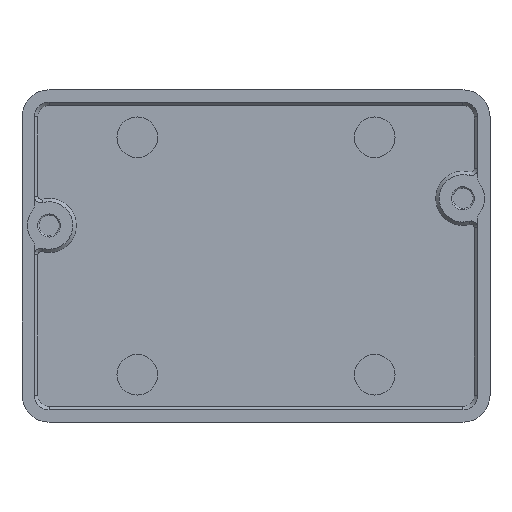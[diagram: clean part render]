
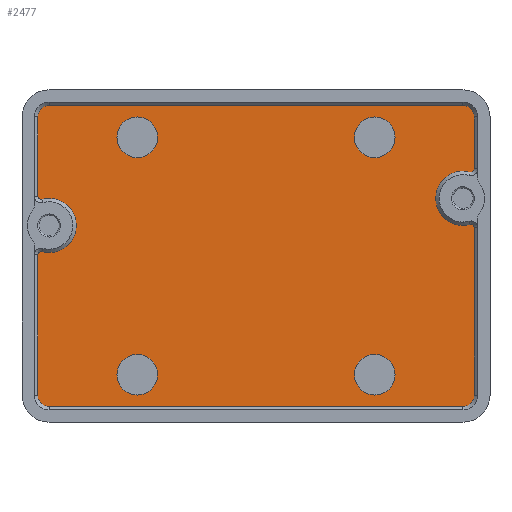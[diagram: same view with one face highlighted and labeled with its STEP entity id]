
A CAD part, top view. The second image highlights one B-rep face of the part: STEP entity #2477.
In plain terms, the highlighted planar face has unit normal (0, 0, 1).
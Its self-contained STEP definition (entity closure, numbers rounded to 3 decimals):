
#30=FACE_BOUND('',#413,.T.);
#31=FACE_BOUND('',#414,.T.);
#32=FACE_BOUND('',#415,.T.);
#33=FACE_BOUND('',#416,.T.);
#110=PLANE('',#2783);
#247=FACE_OUTER_BOUND('',#412,.T.);
#412=EDGE_LOOP('',(#2161,#2162,#2163,#2164,#2165,#2166,#2167,#2168,#2169,
#2170,#2171,#2172,#2173,#2174,#2175,#2176));
#413=EDGE_LOOP('',(#2177));
#414=EDGE_LOOP('',(#2178));
#415=EDGE_LOOP('',(#2179));
#416=EDGE_LOOP('',(#2180));
#528=CIRCLE('',#2681,3.);
#530=CIRCLE('',#2685,3.);
#532=CIRCLE('',#2689,3.);
#534=CIRCLE('',#2693,3.);
#560=CIRCLE('',#2740,1.7);
#561=CIRCLE('',#2743,0.5);
#563=CIRCLE('',#2746,4.);
#565=CIRCLE('',#2749,0.5);
#568=CIRCLE('',#2754,1.7);
#570=CIRCLE('',#2758,1.7);
#571=CIRCLE('',#2761,0.5);
#573=CIRCLE('',#2764,4.);
#575=CIRCLE('',#2767,0.5);
#578=CIRCLE('',#2772,1.7);
#733=LINE('',#4170,#935);
#737=LINE('',#4182,#939);
#743=LINE('',#4206,#945);
#747=LINE('',#4218,#949);
#751=LINE('',#4230,#953);
#757=LINE('',#4254,#959);
#935=VECTOR('',#3409,10.);
#939=VECTOR('',#3421,10.);
#945=VECTOR('',#3447,10.);
#949=VECTOR('',#3459,10.);
#953=VECTOR('',#3471,10.);
#959=VECTOR('',#3497,10.);
#1128=VERTEX_POINT('',#4033);
#1130=VERTEX_POINT('',#4040);
#1132=VERTEX_POINT('',#4047);
#1134=VERTEX_POINT('',#4054);
#1170=VERTEX_POINT('',#4163);
#1173=VERTEX_POINT('',#4168);
#1174=VERTEX_POINT('',#4172);
#1176=VERTEX_POINT('',#4178);
#1178=VERTEX_POINT('',#4184);
#1180=VERTEX_POINT('',#4190);
#1182=VERTEX_POINT('',#4196);
#1184=VERTEX_POINT('',#4202);
#1186=VERTEX_POINT('',#4208);
#1188=VERTEX_POINT('',#4214);
#1190=VERTEX_POINT('',#4220);
#1192=VERTEX_POINT('',#4226);
#1194=VERTEX_POINT('',#4232);
#1196=VERTEX_POINT('',#4238);
#1198=VERTEX_POINT('',#4244);
#1200=VERTEX_POINT('',#4250);
#1419=EDGE_CURVE('',#1128,#1128,#528,.T.);
#1422=EDGE_CURVE('',#1130,#1130,#530,.T.);
#1425=EDGE_CURVE('',#1132,#1132,#532,.T.);
#1428=EDGE_CURVE('',#1134,#1134,#534,.T.);
#1483=EDGE_CURVE('',#1173,#1170,#733,.T.);
#1486=EDGE_CURVE('',#1170,#1174,#560,.T.);
#1489=EDGE_CURVE('',#1174,#1176,#737,.T.);
#1490=EDGE_CURVE('',#1176,#1178,#561,.T.);
#1493=EDGE_CURVE('',#1178,#1180,#563,.T.);
#1496=EDGE_CURVE('',#1180,#1182,#565,.T.);
#1501=EDGE_CURVE('',#1182,#1184,#743,.T.);
#1504=EDGE_CURVE('',#1184,#1186,#568,.T.);
#1507=EDGE_CURVE('',#1186,#1188,#747,.T.);
#1510=EDGE_CURVE('',#1188,#1190,#570,.T.);
#1513=EDGE_CURVE('',#1190,#1192,#751,.T.);
#1514=EDGE_CURVE('',#1192,#1194,#571,.T.);
#1517=EDGE_CURVE('',#1194,#1196,#573,.T.);
#1520=EDGE_CURVE('',#1196,#1198,#575,.T.);
#1525=EDGE_CURVE('',#1198,#1200,#757,.T.);
#1527=EDGE_CURVE('',#1200,#1173,#578,.T.);
#2161=ORIENTED_EDGE('',*,*,#1483,.F.);
#2162=ORIENTED_EDGE('',*,*,#1527,.F.);
#2163=ORIENTED_EDGE('',*,*,#1525,.F.);
#2164=ORIENTED_EDGE('',*,*,#1520,.F.);
#2165=ORIENTED_EDGE('',*,*,#1517,.F.);
#2166=ORIENTED_EDGE('',*,*,#1514,.F.);
#2167=ORIENTED_EDGE('',*,*,#1513,.F.);
#2168=ORIENTED_EDGE('',*,*,#1510,.F.);
#2169=ORIENTED_EDGE('',*,*,#1507,.F.);
#2170=ORIENTED_EDGE('',*,*,#1504,.F.);
#2171=ORIENTED_EDGE('',*,*,#1501,.F.);
#2172=ORIENTED_EDGE('',*,*,#1496,.F.);
#2173=ORIENTED_EDGE('',*,*,#1493,.F.);
#2174=ORIENTED_EDGE('',*,*,#1490,.F.);
#2175=ORIENTED_EDGE('',*,*,#1489,.F.);
#2176=ORIENTED_EDGE('',*,*,#1486,.F.);
#2177=ORIENTED_EDGE('',*,*,#1419,.T.);
#2178=ORIENTED_EDGE('',*,*,#1422,.T.);
#2179=ORIENTED_EDGE('',*,*,#1425,.T.);
#2180=ORIENTED_EDGE('',*,*,#1428,.T.);
#2477=ADVANCED_FACE('',(#247,#30,#31,#32,#33),#110,.F.);
#2681=AXIS2_PLACEMENT_3D('',#4035,#3262,#3263);
#2685=AXIS2_PLACEMENT_3D('',#4042,#3271,#3272);
#2689=AXIS2_PLACEMENT_3D('',#4049,#3280,#3281);
#2693=AXIS2_PLACEMENT_3D('',#4056,#3289,#3290);
#2740=AXIS2_PLACEMENT_3D('',#4176,#3415,#3416);
#2743=AXIS2_PLACEMENT_3D('',#4185,#3424,#3425);
#2746=AXIS2_PLACEMENT_3D('',#4191,#3431,#3432);
#2749=AXIS2_PLACEMENT_3D('',#4197,#3438,#3439);
#2754=AXIS2_PLACEMENT_3D('',#4212,#3453,#3454);
#2758=AXIS2_PLACEMENT_3D('',#4224,#3465,#3466);
#2761=AXIS2_PLACEMENT_3D('',#4233,#3474,#3475);
#2764=AXIS2_PLACEMENT_3D('',#4239,#3481,#3482);
#2767=AXIS2_PLACEMENT_3D('',#4245,#3488,#3489);
#2772=AXIS2_PLACEMENT_3D('',#4257,#3502,#3503);
#2783=AXIS2_PLACEMENT_3D('',#4289,#3538,#3539);
#3262=DIRECTION('center_axis',(0.,0.,-1.));
#3263=DIRECTION('ref_axis',(1.,0.,0.));
#3271=DIRECTION('center_axis',(0.,0.,-1.));
#3272=DIRECTION('ref_axis',(1.,0.,0.));
#3280=DIRECTION('center_axis',(0.,0.,-1.));
#3281=DIRECTION('ref_axis',(1.,0.,0.));
#3289=DIRECTION('center_axis',(0.,0.,-1.));
#3290=DIRECTION('ref_axis',(1.,0.,0.));
#3409=DIRECTION('',(1.,0.,0.));
#3415=DIRECTION('center_axis',(0.,0.,-1.));
#3416=DIRECTION('ref_axis',(1.,0.,0.));
#3421=DIRECTION('',(0.,-1.,0.));
#3424=DIRECTION('center_axis',(0.,0.,-1.));
#3425=DIRECTION('ref_axis',(1.,0.,0.));
#3431=DIRECTION('center_axis',(0.,0.,1.));
#3432=DIRECTION('ref_axis',(-1.,0.,0.));
#3438=DIRECTION('center_axis',(0.,0.,-1.));
#3439=DIRECTION('ref_axis',(1.,0.,0.));
#3447=DIRECTION('',(0.,-1.,0.));
#3453=DIRECTION('center_axis',(0.,0.,-1.));
#3454=DIRECTION('ref_axis',(0.,-1.,0.));
#3459=DIRECTION('',(-1.,0.,0.));
#3465=DIRECTION('center_axis',(0.,0.,-1.));
#3466=DIRECTION('ref_axis',(-1.,0.,0.));
#3471=DIRECTION('',(0.,1.,0.));
#3474=DIRECTION('center_axis',(0.,0.,-1.));
#3475=DIRECTION('ref_axis',(-1.,0.,0.));
#3481=DIRECTION('center_axis',(0.,0.,1.));
#3482=DIRECTION('ref_axis',(1.,0.,0.));
#3488=DIRECTION('center_axis',(0.,0.,-1.));
#3489=DIRECTION('ref_axis',(-1.,0.,0.));
#3497=DIRECTION('',(0.,1.,0.));
#3502=DIRECTION('center_axis',(0.,0.,-1.));
#3503=DIRECTION('ref_axis',(0.,1.,0.));
#3538=DIRECTION('center_axis',(0.,0.,-1.));
#3539=DIRECTION('ref_axis',(-1.,0.,0.));
#4033=CARTESIAN_POINT('',(14.5,17.5,12.));
#4035=CARTESIAN_POINT('Origin',(17.5,17.5,12.));
#4040=CARTESIAN_POINT('',(14.5,-17.5,12.));
#4042=CARTESIAN_POINT('Origin',(17.5,-17.5,12.));
#4047=CARTESIAN_POINT('',(-20.5,17.5,12.));
#4049=CARTESIAN_POINT('Origin',(-17.5,17.5,12.));
#4054=CARTESIAN_POINT('',(-20.5,-17.5,12.));
#4056=CARTESIAN_POINT('Origin',(-17.5,-17.5,12.));
#4163=CARTESIAN_POINT('',(30.5,22.2,12.));
#4168=CARTESIAN_POINT('',(-30.5,22.2,12.));
#4170=CARTESIAN_POINT('',(-15.25,22.2,12.));
#4172=CARTESIAN_POINT('',(32.2,20.5,12.));
#4176=CARTESIAN_POINT('Origin',(30.5,20.5,12.));
#4178=CARTESIAN_POINT('',(32.2,12.837,12.));
#4182=CARTESIAN_POINT('',(32.2,10.25,12.));
#4184=CARTESIAN_POINT('',(31.567,12.355,12.));
#4185=CARTESIAN_POINT('Origin',(31.7,12.837,12.));
#4190=CARTESIAN_POINT('',(31.567,4.645,12.));
#4191=CARTESIAN_POINT('Origin',(30.5,8.5,12.));
#4196=CARTESIAN_POINT('',(32.2,4.163,12.));
#4197=CARTESIAN_POINT('Origin',(31.7,4.163,12.));
#4202=CARTESIAN_POINT('',(32.2,-20.5,12.));
#4206=CARTESIAN_POINT('',(32.2,2.75,12.));
#4208=CARTESIAN_POINT('',(30.5,-22.2,12.));
#4212=CARTESIAN_POINT('Origin',(30.5,-20.5,12.));
#4214=CARTESIAN_POINT('',(-30.5,-22.2,12.));
#4218=CARTESIAN_POINT('',(15.25,-22.2,12.));
#4220=CARTESIAN_POINT('',(-32.2,-20.5,12.));
#4224=CARTESIAN_POINT('Origin',(-30.5,-20.5,12.));
#4226=CARTESIAN_POINT('',(-32.2,0.163,12.));
#4230=CARTESIAN_POINT('',(-32.2,-10.25,12.));
#4232=CARTESIAN_POINT('',(-31.567,0.645,12.));
#4233=CARTESIAN_POINT('Origin',(-31.7,0.163,12.));
#4238=CARTESIAN_POINT('',(-31.567,8.355,12.));
#4239=CARTESIAN_POINT('Origin',(-30.5,4.5,12.));
#4244=CARTESIAN_POINT('',(-32.2,8.837,12.));
#4245=CARTESIAN_POINT('Origin',(-31.7,8.837,12.));
#4250=CARTESIAN_POINT('',(-32.2,20.5,12.));
#4254=CARTESIAN_POINT('',(-32.2,3.75,12.));
#4257=CARTESIAN_POINT('Origin',(-30.5,20.5,12.));
#4289=CARTESIAN_POINT('Origin',(0.,0.,
12.));
